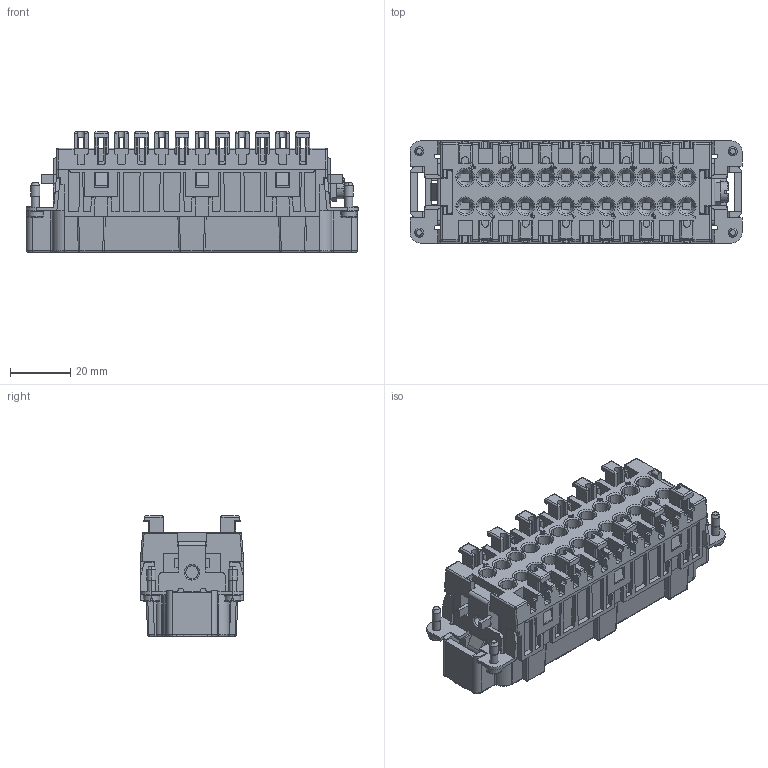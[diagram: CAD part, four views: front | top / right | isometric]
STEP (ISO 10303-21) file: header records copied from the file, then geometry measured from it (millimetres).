
FILE_DESCRIPTION(('Creo Elements/Direct Modeling STEP Export'),'2;1');
FILE_NAME('0lndrr03s1mo3e43380','2015-08-03T13:32:27',(''),(''),'Creo Elements/Direct Modeling STEP processor for AP214 (Solid Model)','Creo Elements/Direct Modeling 18.1F 24-Jul-2014 (C) Parametric Technology GmbH','');
FILE_SCHEMA(('AUTOMOTIVE_DESIGN { 1 0 10303 214 1 1 1 1 }'));
Products named in the file (2): CMSHM_10
Assembly tree (1 placements, depth 2):
  CMSHM_10
    CMSHM_10
Bounding box: 110.4 x 34 x 40.1 mm (x, y, z)
Volume: 65650.2 mm3; surface area: 37738.5 mm2
Topology: 1 solids, 1 shells, 3110 faces, 9322 edges, 6298 vertices
Faces by surface type: plane 2151, cylinder 615, cone 210, torus 108, sphere 26
Entity records: 122737 total; most frequent: CARTESIAN_POINT 20915, ORIENTED_EDGE 18592, DIRECTION 15920, EDGE_CURVE 9296, VECTOR 7200, LINE 7200, VERTEX_POINT 6298, AXIS2_PLACEMENT_3D 4360
